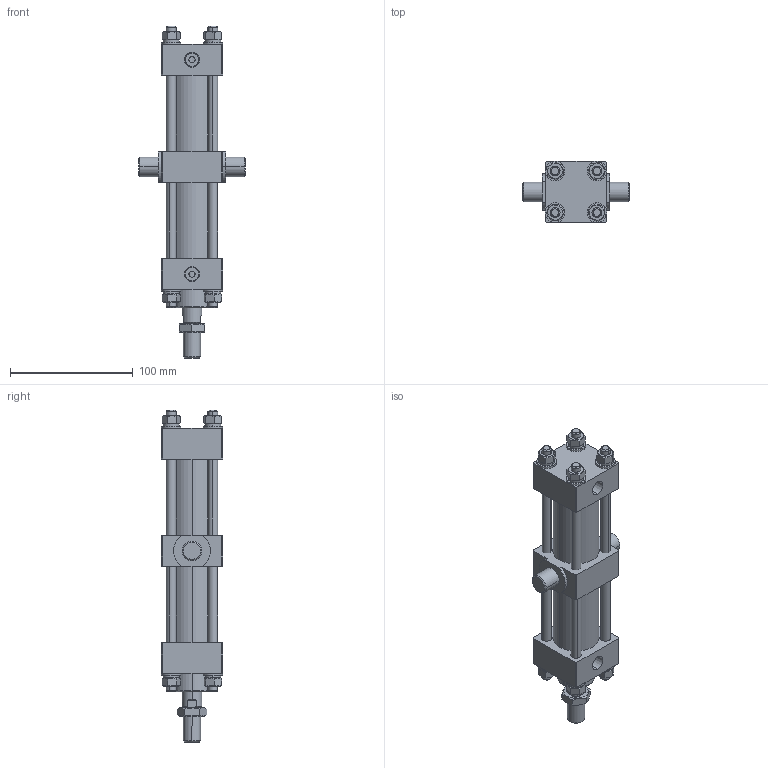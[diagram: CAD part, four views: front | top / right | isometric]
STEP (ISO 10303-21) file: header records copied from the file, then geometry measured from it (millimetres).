
FILE_DESCRIPTION (( 'STEP AP203' ), '1' );
FILE_NAME ('MOB-30-16-100-TC.STEP', '2021-04-28T00:13:20', ( '微软用户' ), ( '微软中国' ), 'SwSTEP 2.0', 'SolidWorks 2012', '' );
FILE_SCHEMA (( 'CONFIG_CONTROL_DESIGN' ));
Length unit declared in the file: millimetre
Products named in the file (12): MOB-30-16-100-TC; MOB-30-16-100-TC嶺裝2; MOB-30-16-100-TC嫉粣; hex thin nuts-grades ab-chamfered gb_GB_FASTENER_NUT_STNAB M14-N; hex nuts 1-fine pitch-grades ab gb_GB_FASTENER_NUT_SNAB1XY M8X1-N; spring lock washers--normal type gb_GB_FASTENER_WASHER_SW 8; plain washers--product grade c gb_GB_FASTENER_WASHER_SMWC 8; MOB-30-16-100-TC嶺裝1; MOB-30-16-100活塞杆; MOB-30-16-100前盖; MOB-30-16-100綴裔; MOB-30-16-100掛极
Assembly tree (47 placements, depth 2):
  MOB-30-16-100-TC
    MOB-30-16-100掛极
    MOB-30-16-100綴裔
    MOB-30-16-100前盖
    MOB-30-16-100活塞杆
    MOB-30-16-100-TC嶺裝1  x4
    plain washers--product grade c gb_GB_FASTENER_WASHER_SMWC 8  x11
    spring lock washers--normal type gb_GB_FASTENER_WASHER_SW 8  x11
    hex nuts 1-fine pitch-grades ab gb_GB_FASTENER_NUT_SNAB1XY M8X1-N  x11
    hex thin nuts-grades ab-chamfered gb_GB_FASTENER_NUT_STNAB M14-N
    MOB-30-16-100-TC嫉粣
    MOB-30-16-100-TC嶺裝2  x4
Bounding box: 87 x 50 x 271 mm (x, y, z)
Volume: 325597.9 mm3; surface area: 131691.7 mm2
Topology: 47 solids, 47 shells, 618 faces, 1370 edges, 858 vertices
Faces by surface type: plane 234, cylinder 218, cone 148, torus 18
Entity records: 9366 total; most frequent: CARTESIAN_POINT 1564, DIRECTION 1300, ORIENTED_EDGE 1052, AXIS2_PLACEMENT_3D 534, EDGE_CURVE 526, VERTEX_POINT 330, EDGE_LOOP 282, CIRCLE 254
